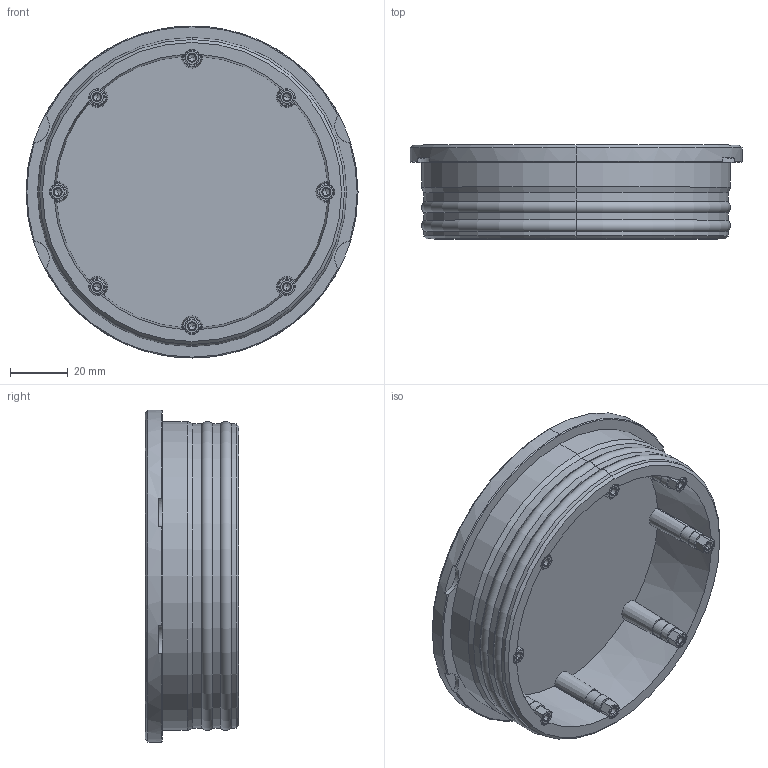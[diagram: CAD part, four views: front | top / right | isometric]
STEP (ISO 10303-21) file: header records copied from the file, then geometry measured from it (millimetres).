
FILE_DESCRIPTION (( 'STEP AP203' ), '1' );
FILE_NAME ('14011105-0001.STEP', '2023-12-27T09:25:16', ( '' ), ( '' ), 'SwSTEP 2.0', 'SolidWorks 2022', '' );
FILE_SCHEMA (( 'CONFIG_CONTROL_DESIGN' ));
Length unit declared in the file: millimetre
Products named in the file (1): 14011105-0001
Bounding box: 115 x 32.5 x 115 mm (x, y, z)
Volume: 120635.6 mm3; surface area: 42538.4 mm2
Topology: 1 solids, 9 shells, 363 faces, 967 edges, 612 vertices
Faces by surface type: plane 172, cone 124, cylinder 54, torus 13
Entity records: 11733 total; most frequent: CARTESIAN_POINT 2864, ORIENTED_EDGE 1902, DIRECTION 1762, EDGE_CURVE 951, AXIS2_PLACEMENT_3D 696, VERTEX_POINT 612, EDGE_LOOP 401, LINE 370
